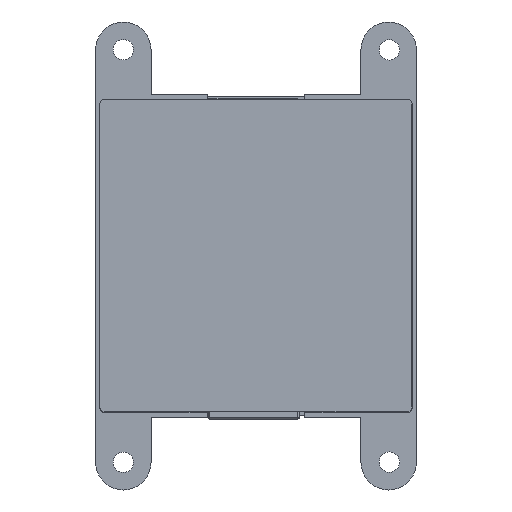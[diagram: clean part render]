
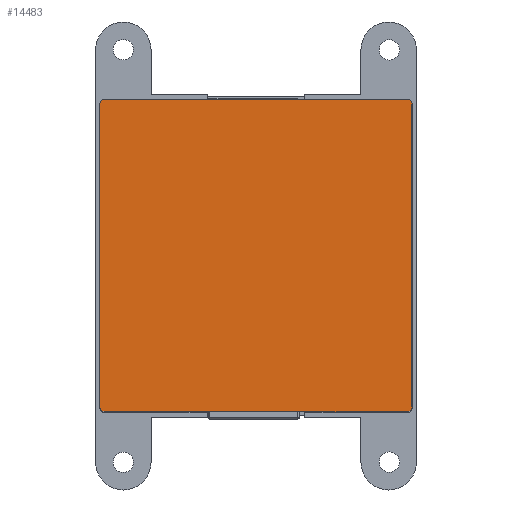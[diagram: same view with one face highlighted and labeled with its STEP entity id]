
A CAD part, front view. The second image highlights one B-rep face of the part: STEP entity #14483.
In plain terms, the highlighted planar face has unit normal (0, -1, 0).
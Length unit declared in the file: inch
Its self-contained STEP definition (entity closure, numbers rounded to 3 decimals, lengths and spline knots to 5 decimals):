
#10 = CARTESIAN_POINT ( 'NONE',  ( -1.05675, 0., -1.07 ) ) ;
#304 = VERTEX_POINT ( 'NONE', #32122 ) ;
#644 = VERTEX_POINT ( 'NONE', #6254 ) ;
#2184 = CARTESIAN_POINT ( 'NONE',  ( -1.07, 0., 1.03801 ) ) ;
#2210 = EDGE_CURVE ( 'NONE', #3409, #6485, #29466, .T. ) ;
#2639 = CARTESIAN_POINT ( 'NONE',  ( -1.07, 0., -1.07 ) ) ;
#3409 = VERTEX_POINT ( 'NONE', #28395 ) ;
#4379 = CARTESIAN_POINT ( 'NONE',  ( 1.05675, 0., -1.07 ) ) ;
#5395 = EDGE_CURVE ( 'NONE', #13641, #644, #17195, .T. ) ;
#5481 = ORIENTED_EDGE ( 'NONE', *, *, #10313, .F. ) ;
#5715 = CARTESIAN_POINT ( 'NONE',  ( 1.03801, 0., 1.07 ) ) ;
#6254 = CARTESIAN_POINT ( 'NONE',  ( 1.07, 0., -1.03801 ) ) ;
#6485 = VERTEX_POINT ( 'NONE', #24584 ) ;
#6989 = ORIENTED_EDGE ( 'NONE', *, *, #20018, .F. ) ;
#7164 = DIRECTION ( 'NONE',  ( -1., 0., 0. ) ) ;
#7392 = ORIENTED_EDGE ( 'NONE', *, *, #2210, .T. ) ;
#7670 = ORIENTED_EDGE ( 'NONE', *, *, #35615, .T. ) ;
#8044 = ORIENTED_EDGE ( 'NONE', *, *, #5395, .T. ) ;
#8285 = CARTESIAN_POINT ( 'NONE',  ( -1.03801, 0., 1.07 ) ) ;
#8379 = CARTESIAN_POINT ( 'NONE',  ( -1.03801, 0., -1.07 ) ) ;
#9575 = VERTEX_POINT ( 'NONE', #13658 ) ;
#9775 = CARTESIAN_POINT ( 'NONE',  ( -1.07, 0., -1.07 ) ) ;
#10313 = EDGE_CURVE ( 'NONE', #25452, #304, #25521, .T. ) ;
#10931 = CARTESIAN_POINT ( 'NONE',  ( -1.07, 0., -1.05675 ) ) ;
#11045 = CARTESIAN_POINT ( 'NONE',  ( 1.07, 0., -1.07 ) ) ;
#11984 = DIRECTION ( 'NONE',  ( 0., 0., 1. ) ) ;
#12362 = AXIS2_PLACEMENT_3D ( 'NONE', #28198, #28580, #11984 ) ;
#12650 = VECTOR ( 'NONE', #7164, 39.37008 ) ;
#12985 = CARTESIAN_POINT ( 'NONE',  ( 1.03801, 0., -1.07 ) ) ;
#13203 = CARTESIAN_POINT ( 'NONE',  ( -1.07, 0., 1.05675 ) ) ;
#13641 = VERTEX_POINT ( 'NONE', #12985 ) ;
#13658 = CARTESIAN_POINT ( 'NONE',  ( -1.03801, 0., -1.07 ) ) ;
#13721 = CARTESIAN_POINT ( 'NONE',  ( 1.07, 0., 1.03801 ) ) ;
#14483 = ADVANCED_FACE ( 'NONE', ( #21988 ), #33620, .F. ) ;
#14835 = ORIENTED_EDGE ( 'NONE', *, *, #18844, .T. ) ;
#16416 = VECTOR ( 'NONE', #19048, 39.37008 ) ;
#16739 = CARTESIAN_POINT ( 'NONE',  ( 1.07, 0., 1.05675 ) ) ;
#16766 = ORIENTED_EDGE ( 'NONE', *, *, #25153, .F. ) ;
#16861 = CARTESIAN_POINT ( 'NONE',  ( 1.05675, 0., 1.07 ) ) ;
#16905 = CARTESIAN_POINT ( 'NONE',  ( -1.07, 0., -1.03801 ) ) ;
#17195 =( BOUNDED_CURVE ( )  B_SPLINE_CURVE ( 3, ( #21270, #4379, #32590, #30073 ),
 .UNSPECIFIED., .F., .F. ) 
 B_SPLINE_CURVE_WITH_KNOTS ( ( 4, 4 ),
 ( 5.49813, 7.06824 ),
 .UNSPECIFIED. ) 
 CURVE ( )  GEOMETRIC_REPRESENTATION_ITEM ( )  RATIONAL_B_SPLINE_CURVE ( ( 1., 0.805, 0.805, 1. ) ) 
 REPRESENTATION_ITEM ( '' )  );
#17749 =( BOUNDED_CURVE ( )  B_SPLINE_CURVE ( 3, ( #21981, #10931, #10, #8379 ),
 .UNSPECIFIED., .F., .F. ) 
 B_SPLINE_CURVE_WITH_KNOTS ( ( 4, 4 ),
 ( 5.49813, 7.06824 ),
 .UNSPECIFIED. ) 
 CURVE ( )  GEOMETRIC_REPRESENTATION_ITEM ( )  RATIONAL_B_SPLINE_CURVE ( ( 1., 0.805, 0.805, 1. ) ) 
 REPRESENTATION_ITEM ( '' )  );
#18217 = DIRECTION ( 'NONE',  ( 1., 0., 0. ) ) ;
#18844 = EDGE_CURVE ( 'NONE', #23312, #304, #19803, .T. ) ;
#19048 = DIRECTION ( 'NONE',  ( 0., 0., 1. ) ) ;
#19803 =( BOUNDED_CURVE ( )  B_SPLINE_CURVE ( 3, ( #24079, #27148, #13203, #2184 ),
 .UNSPECIFIED., .F., .T. ) 
 B_SPLINE_CURVE_WITH_KNOTS ( ( 4, 4 ),
 ( 5.49813, 7.06824 ),
 .UNSPECIFIED. ) 
 CURVE ( )  GEOMETRIC_REPRESENTATION_ITEM ( )  RATIONAL_B_SPLINE_CURVE ( ( 1., 0.805, 0.805, 1. ) ) 
 REPRESENTATION_ITEM ( '' )  );
#20018 = EDGE_CURVE ( 'NONE', #3409, #644, #31356, .T. ) ;
#21270 = CARTESIAN_POINT ( 'NONE',  ( 1.03801, 0., -1.07 ) ) ;
#21981 = CARTESIAN_POINT ( 'NONE',  ( -1.07, 0., -1.03801 ) ) ;
#21988 = FACE_OUTER_BOUND ( 'NONE', #23345, .T. ) ;
#22508 = VECTOR ( 'NONE', #18217, 39.37008 ) ;
#23312 = VERTEX_POINT ( 'NONE', #8285 ) ;
#23345 = EDGE_LOOP ( 'NONE', ( #5481, #7670, #35546, #8044, #6989, #7392, #16766, #14835 ) ) ;
#23396 = LINE ( 'NONE', #34849, #22508 ) ;
#24079 = CARTESIAN_POINT ( 'NONE',  ( -1.03801, 0., 1.07 ) ) ;
#24584 = CARTESIAN_POINT ( 'NONE',  ( 1.03801, 0., 1.07 ) ) ;
#25153 = EDGE_CURVE ( 'NONE', #23312, #6485, #23396, .T. ) ;
#25452 = VERTEX_POINT ( 'NONE', #16905 ) ;
#25521 = LINE ( 'NONE', #2639, #16416 ) ;
#27148 = CARTESIAN_POINT ( 'NONE',  ( -1.05675, 0., 1.07 ) ) ;
#28198 = CARTESIAN_POINT ( 'NONE',  ( -1.07, 0., 1.07 ) ) ;
#28395 = CARTESIAN_POINT ( 'NONE',  ( 1.07, 0., 1.03801 ) ) ;
#28580 = DIRECTION ( 'NONE',  ( 0., 1., 0. ) ) ;
#29466 =( BOUNDED_CURVE ( )  B_SPLINE_CURVE ( 3, ( #13721, #16739, #16861, #5715 ),
 .UNSPECIFIED., .F., .F. ) 
 B_SPLINE_CURVE_WITH_KNOTS ( ( 4, 4 ),
 ( 5.49813, 7.06824 ),
 .UNSPECIFIED. ) 
 CURVE ( )  GEOMETRIC_REPRESENTATION_ITEM ( )  RATIONAL_B_SPLINE_CURVE ( ( 1., 0.805, 0.805, 1. ) ) 
 REPRESENTATION_ITEM ( '' )  );
#29541 = EDGE_CURVE ( 'NONE', #13641, #9575, #33847, .T. ) ;
#30073 = CARTESIAN_POINT ( 'NONE',  ( 1.07, 0., -1.03801 ) ) ;
#30468 = VECTOR ( 'NONE', #32791, 39.37008 ) ;
#31356 = LINE ( 'NONE', #11045, #30468 ) ;
#32122 = CARTESIAN_POINT ( 'NONE',  ( -1.07, 0., 1.03801 ) ) ;
#32590 = CARTESIAN_POINT ( 'NONE',  ( 1.07, 0., -1.05675 ) ) ;
#32791 = DIRECTION ( 'NONE',  ( 0., 0., -1. ) ) ;
#33620 = PLANE ( 'NONE',  #12362 ) ;
#33847 = LINE ( 'NONE', #9775, #12650 ) ;
#34849 = CARTESIAN_POINT ( 'NONE',  ( -1.07, 0., 1.07 ) ) ;
#35546 = ORIENTED_EDGE ( 'NONE', *, *, #29541, .F. ) ;
#35615 = EDGE_CURVE ( 'NONE', #25452, #9575, #17749, .T. ) ;
